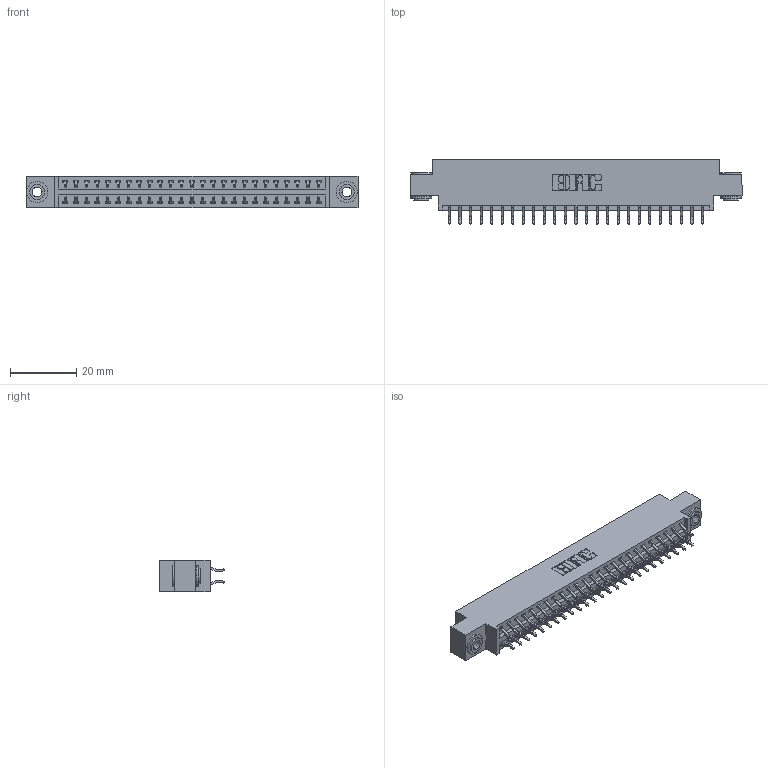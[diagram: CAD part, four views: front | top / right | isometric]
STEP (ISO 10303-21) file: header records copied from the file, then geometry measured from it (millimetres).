
FILE_DESCRIPTION (( 'STEP AP203' ), '1' );
FILE_NAME ('346-050-556-803.STEP', '2022-05-20T23:48:33', ( '' ), ( '' ), 'SwSTEP 2.0', 'SolidWorks 2020', '' );
FILE_SCHEMA (( 'CONFIG_CONTROL_DESIGN' ));
Length unit declared in the file: inch
Products named in the file (4): 346 Part_0.170 Offset - 0.156 Dia-TH; 346-050-556-803; 345-250-002_345-250-002-102; 345-292-001_556 Tail
Assembly tree (53 placements, depth 2):
  346-050-556-803
    346 Part_0.170 Offset - 0.156 Dia-TH
    345-292-001_556 Tail  x50
    345-250-002_345-250-002-102  x2
Bounding box: 99.95 x 19.57 x 9.4 mm (x, y, z)
Volume: 9458.9 mm3; surface area: 13116.6 mm2
Topology: 53 solids, 53 shells, 3078 faces, 9103 edges, 5998 vertices
Faces by surface type: plane 2054, cylinder 1016, cone 8
Entity records: 20022 total; most frequent: CARTESIAN_POINT 3321, ORIENTED_EDGE 3234, DIRECTION 2995, EDGE_CURVE 1617, LINE 1353, VECTOR 1353, VERTEX_POINT 1074, AXIS2_PLACEMENT_3D 821
